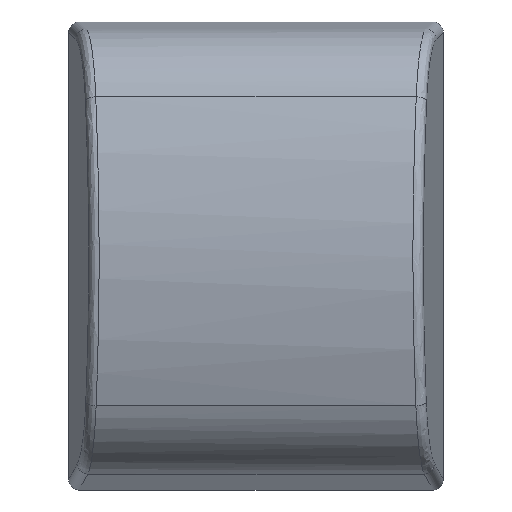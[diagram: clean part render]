
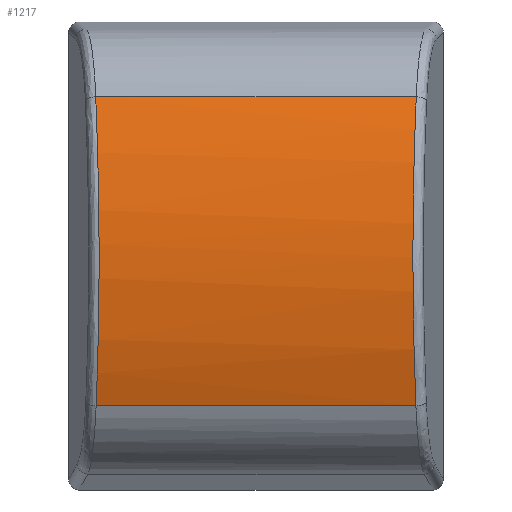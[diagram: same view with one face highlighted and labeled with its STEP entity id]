
A CAD part, top view. The second image highlights one B-rep face of the part: STEP entity #1217.
In plain terms, the highlighted cylindrical face has radius 22.5 mm (diameter 45 mm), a partial arc.
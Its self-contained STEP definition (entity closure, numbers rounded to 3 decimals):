
#75=FACE_OUTER_BOUND('',#146,.T.);
#146=EDGE_LOOP('',(#867,#868,#869,#870));
#265=LINE('',#2042,#373);
#266=LINE('',#2044,#374);
#373=VECTOR('',#1510,10.);
#374=VECTOR('',#1513,10.);
#470=ELLIPSE('',#1294,22.662,22.5);
#478=ELLIPSE('',#1310,22.662,22.5);
#504=VERTEX_POINT('',#1856);
#506=VERTEX_POINT('',#1886);
#518=VERTEX_POINT('',#1969);
#520=VERTEX_POINT('',#1999);
#627=EDGE_CURVE('',#506,#504,#470,.T.);
#647=EDGE_CURVE('',#520,#518,#478,.T.);
#657=EDGE_CURVE('',#518,#506,#265,.T.);
#658=EDGE_CURVE('',#504,#520,#266,.T.);
#867=ORIENTED_EDGE('',*,*,#627,.F.);
#868=ORIENTED_EDGE('',*,*,#657,.F.);
#869=ORIENTED_EDGE('',*,*,#647,.F.);
#870=ORIENTED_EDGE('',*,*,#658,.F.);
#1176=CYLINDRICAL_SURFACE('',#1320,22.5);
#1217=ADVANCED_FACE('',(#75),#1176,.T.);
#1294=AXIS2_PLACEMENT_3D('',#1888,#1446,#1447);
#1310=AXIS2_PLACEMENT_3D('',#2001,#1486,#1487);
#1320=AXIS2_PLACEMENT_3D('',#2043,#1511,#1512);
#1446=DIRECTION('center_axis',(-0.993,0.,0.119));
#1447=DIRECTION('ref_axis',(0.119,0.,0.993));
#1486=DIRECTION('center_axis',(0.993,0.,0.119));
#1487=DIRECTION('ref_axis',(-0.119,0.,0.993));
#1510=DIRECTION('',(-1.,0.,0.));
#1511=DIRECTION('center_axis',(-1.,0.,0.));
#1512=DIRECTION('ref_axis',(0.,0.01,1.));
#1513=DIRECTION('',(1.,0.,0.));
#1856=CARTESIAN_POINT('',(16.295,23.888,6.914));
#1886=CARTESIAN_POINT('',(16.313,9.04,7.063));
#1888=CARTESIAN_POINT('Origin',(13.754,16.25,-14.25));
#1969=CARTESIAN_POINT('',(31.687,9.04,7.063));
#1999=CARTESIAN_POINT('',(31.705,23.888,6.914));
#2001=CARTESIAN_POINT('Origin',(34.246,16.25,-14.25));
#2042=CARTESIAN_POINT('',(33.,9.04,7.063));
#2043=CARTESIAN_POINT('Origin',(33.,16.25,-14.25));
#2044=CARTESIAN_POINT('',(33.,23.888,6.914));
